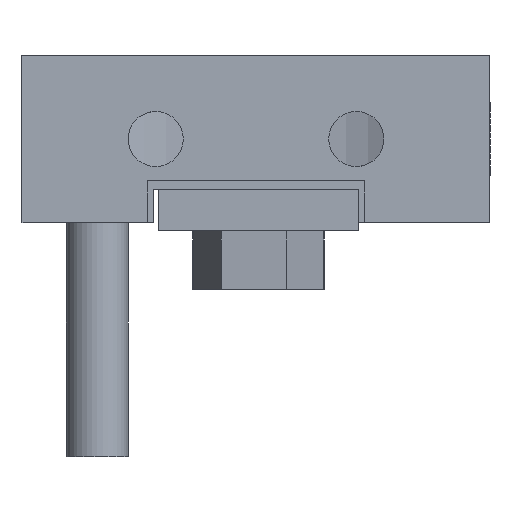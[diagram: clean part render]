
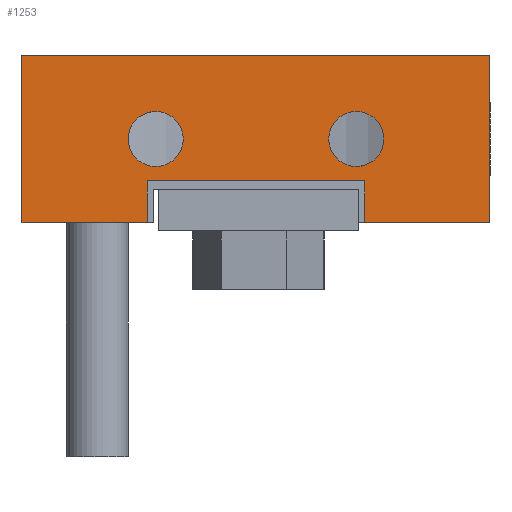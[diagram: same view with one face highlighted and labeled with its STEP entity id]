
A CAD part, left-side view. The second image highlights one B-rep face of the part: STEP entity #1253.
In plain terms, the highlighted planar face has unit normal (-1, 0, 0).
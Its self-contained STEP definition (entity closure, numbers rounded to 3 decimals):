
#33=PLANE('',#1367);
#68=FACE_BOUND('',#178,.T.);
#69=FACE_BOUND('',#179,.T.);
#107=FACE_OUTER_BOUND('',#177,.T.);
#177=EDGE_LOOP('',(#1015,#1016,#1017,#1018,#1019,#1020,#1021,#1022));
#178=EDGE_LOOP('',(#1023,#1024));
#179=EDGE_LOOP('',(#1025,#1026));
#215=CIRCLE('',#1303,1.65);
#216=CIRCLE('',#1304,1.65);
#221=CIRCLE('',#1312,1.65);
#222=CIRCLE('',#1313,1.65);
#269=LINE('',#1916,#413);
#314=LINE('',#2021,#458);
#316=LINE('',#2026,#460);
#321=LINE('',#2035,#465);
#322=LINE('',#2038,#466);
#323=LINE('',#2040,#467);
#324=LINE('',#2042,#468);
#325=LINE('',#2043,#469);
#413=VECTOR('',#1495,1000.);
#458=VECTOR('',#1592,1000.);
#460=VECTOR('',#1596,1000.);
#465=VECTOR('',#1605,1000.);
#466=VECTOR('',#1608,1000.);
#467=VECTOR('',#1609,1000.);
#468=VECTOR('',#1610,1000.);
#469=VECTOR('',#1611,1000.);
#545=VERTEX_POINT('',#1773);
#546=VERTEX_POINT('',#1775);
#555=VERTEX_POINT('',#1852);
#556=VERTEX_POINT('',#1854);
#575=VERTEX_POINT('',#1909);
#578=VERTEX_POINT('',#1914);
#611=VERTEX_POINT('',#2017);
#614=VERTEX_POINT('',#2025);
#616=VERTEX_POINT('',#2033);
#617=VERTEX_POINT('',#2037);
#618=VERTEX_POINT('',#2039);
#619=VERTEX_POINT('',#2041);
#669=EDGE_CURVE('',#545,#546,#215,.T.);
#670=EDGE_CURVE('',#546,#545,#216,.T.);
#682=EDGE_CURVE('',#555,#556,#221,.T.);
#683=EDGE_CURVE('',#556,#555,#222,.T.);
#713=EDGE_CURVE('',#578,#575,#269,.T.);
#766=EDGE_CURVE('',#575,#611,#314,.T.);
#768=EDGE_CURVE('',#614,#611,#316,.T.);
#773=EDGE_CURVE('',#614,#616,#321,.T.);
#774=EDGE_CURVE('',#616,#617,#322,.T.);
#775=EDGE_CURVE('',#578,#618,#323,.T.);
#776=EDGE_CURVE('',#618,#619,#324,.T.);
#777=EDGE_CURVE('',#617,#619,#325,.T.);
#1015=ORIENTED_EDGE('',*,*,#774,.F.);
#1016=ORIENTED_EDGE('',*,*,#773,.F.);
#1017=ORIENTED_EDGE('',*,*,#768,.T.);
#1018=ORIENTED_EDGE('',*,*,#766,.F.);
#1019=ORIENTED_EDGE('',*,*,#713,.F.);
#1020=ORIENTED_EDGE('',*,*,#775,.T.);
#1021=ORIENTED_EDGE('',*,*,#776,.T.);
#1022=ORIENTED_EDGE('',*,*,#777,.F.);
#1023=ORIENTED_EDGE('',*,*,#683,.F.);
#1024=ORIENTED_EDGE('',*,*,#682,.F.);
#1025=ORIENTED_EDGE('',*,*,#670,.F.);
#1026=ORIENTED_EDGE('',*,*,#669,.F.);
#1253=ADVANCED_FACE('',(#107,#68,#69),#33,.F.);
#1303=AXIS2_PLACEMENT_3D('',#1776,#1408,#1409);
#1304=AXIS2_PLACEMENT_3D('',#1777,#1410,#1411);
#1312=AXIS2_PLACEMENT_3D('',#1855,#1430,#1431);
#1313=AXIS2_PLACEMENT_3D('',#1856,#1432,#1433);
#1367=AXIS2_PLACEMENT_3D('',#2036,#1606,#1607);
#1408=DIRECTION('center_axis',(-1.,0.,0.));
#1409=DIRECTION('ref_axis',(0.,0.,1.));
#1410=DIRECTION('center_axis',(-1.,0.,0.));
#1411=DIRECTION('ref_axis',(0.,0.,1.));
#1430=DIRECTION('center_axis',(-1.,0.,0.));
#1431=DIRECTION('ref_axis',(0.,0.,1.));
#1432=DIRECTION('center_axis',(-1.,0.,0.));
#1433=DIRECTION('ref_axis',(0.,0.,1.));
#1495=DIRECTION('',(0.,-1.,0.));
#1592=DIRECTION('',(0.,0.,-1.));
#1596=DIRECTION('',(0.,-1.,0.));
#1605=DIRECTION('',(0.,0.,1.));
#1606=DIRECTION('center_axis',(1.,0.,0.));
#1607=DIRECTION('ref_axis',(0.,0.,-1.));
#1608=DIRECTION('',(0.,1.,0.));
#1609=DIRECTION('',(0.,0.,-1.));
#1610=DIRECTION('',(0.,-1.,0.));
#1611=DIRECTION('',(0.,0.,-1.));
#1773=CARTESIAN_POINT('',(-50.818,-0.674,97.35));
#1775=CARTESIAN_POINT('',(-50.818,-0.674,100.65));
#1776=CARTESIAN_POINT('Origin',(-50.818,-0.674,99.));
#1777=CARTESIAN_POINT('Origin',(-50.818,-0.674,99.));
#1852=CARTESIAN_POINT('',(-50.818,11.326,97.35));
#1854=CARTESIAN_POINT('',(-50.818,11.326,100.65));
#1855=CARTESIAN_POINT('Origin',(-50.818,11.326,99.));
#1856=CARTESIAN_POINT('Origin',(-50.818,11.326,99.));
#1909=CARTESIAN_POINT('',(-50.818,-8.674,104.));
#1914=CARTESIAN_POINT('',(-50.818,19.326,104.));
#1916=CARTESIAN_POINT('',(-50.818,-8.674,104.));
#2017=CARTESIAN_POINT('',(-50.818,-8.674,94.));
#2021=CARTESIAN_POINT('',(-50.818,-8.674,104.));
#2025=CARTESIAN_POINT('',(-50.818,-1.174,94.));
#2026=CARTESIAN_POINT('',(-50.818,-8.674,94.));
#2033=CARTESIAN_POINT('',(-50.818,-1.174,96.5));
#2035=CARTESIAN_POINT('',(-50.818,-1.174,91.5));
#2036=CARTESIAN_POINT('Origin',(-50.818,-8.674,104.));
#2037=CARTESIAN_POINT('',(-50.818,11.826,96.5));
#2038=CARTESIAN_POINT('',(-50.818,-1.174,96.5));
#2039=CARTESIAN_POINT('',(-50.818,19.326,94.));
#2040=CARTESIAN_POINT('',(-50.818,19.326,104.));
#2041=CARTESIAN_POINT('',(-50.818,11.826,94.));
#2042=CARTESIAN_POINT('',(-50.818,-8.674,94.));
#2043=CARTESIAN_POINT('',(-50.818,11.826,91.5));
